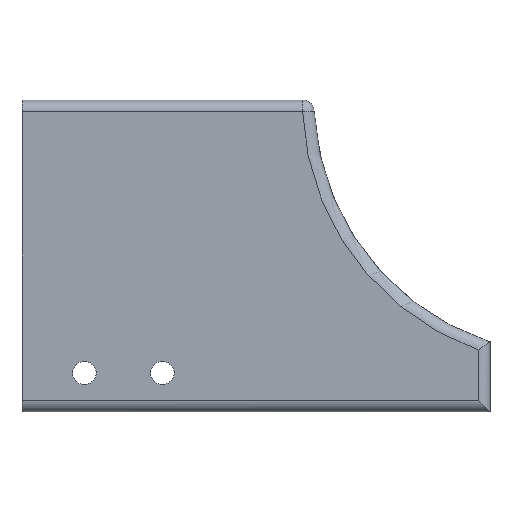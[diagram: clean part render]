
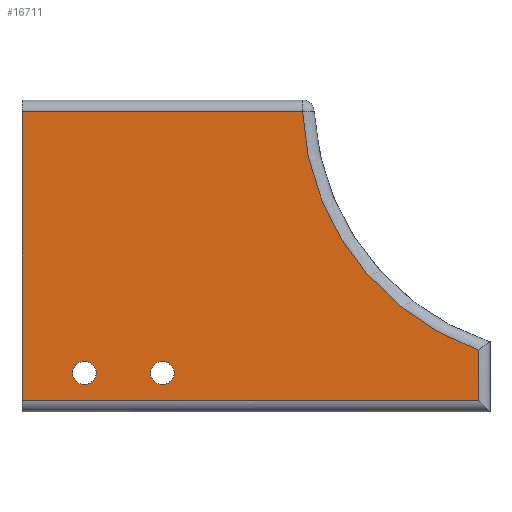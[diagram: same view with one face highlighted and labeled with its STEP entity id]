
A CAD part, front view. The second image highlights one B-rep face of the part: STEP entity #16711.
In plain terms, the highlighted planar face has unit normal (0, -1, 0).
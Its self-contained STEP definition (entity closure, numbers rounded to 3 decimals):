
#4174 = TOROIDAL_SURFACE('',#4175,34.073,1.5);
#4175 = AXIS2_PLACEMENT_3D('',#4176,#4177,#4178);
#4176 = CARTESIAN_POINT('',(70.,-15.5,31.));
#4177 = DIRECTION('',(0.,1.,0.));
#4178 = DIRECTION('',(-1.,0.,
    0.));
#6855 = PLANE('',#6856);
#6856 = AXIS2_PLACEMENT_3D('',#6857,#6858,#6859);
#6857 = CARTESIAN_POINT('',(0.,0.,31.)
  );
#6858 = DIRECTION('',(1.,0.,0.));
#6859 = DIRECTION('',(0.,0.,1.));
#9843 = CYLINDRICAL_SURFACE('',#9844,1.5);
#9844 = AXIS2_PLACEMENT_3D('',#9845,#9846,#9847);
#9845 = CARTESIAN_POINT('',(58.5,-15.5,-9.));
#9846 = DIRECTION('',(0.,0.,1.));
#9847 = DIRECTION('',(0.,-1.,0.));
#9913 = VERTEX_POINT('',#9914);
#9914 = CARTESIAN_POINT('',(35.96,-17.,29.5));
#9936 = VERTEX_POINT('',#9937);
#9937 = CARTESIAN_POINT('',(58.5,-17.,-1.074));
#10480 = EDGE_CURVE('',#9913,#9936,#10481,.T.);
#10481 = SURFACE_CURVE('',#10482,(#10487,#10494),.PCURVE_S1.);
#10482 = CIRCLE('',#10483,34.073);
#10483 = AXIS2_PLACEMENT_3D('',#10484,#10485,#10486);
#10484 = CARTESIAN_POINT('',(70.,-17.,31.));
#10485 = DIRECTION('',(0.,-1.,0.));
#10486 = DIRECTION('',(-1.,0.,
    0.));
#10487 = PCURVE('',#4174,#10488);
#10488 = DEFINITIONAL_REPRESENTATION('',(#10489),#10493);
#10489 = LINE('',#10490,#10491);
#10490 = CARTESIAN_POINT('',(-0.,4.712));
#10491 = VECTOR('',#10492,1.);
#10492 = DIRECTION('',(-1.,0.));
#10493 = ( GEOMETRIC_REPRESENTATION_CONTEXT(2) 
PARAMETRIC_REPRESENTATION_CONTEXT() REPRESENTATION_CONTEXT('2D SPACE',''
  ) );
#10494 = PCURVE('',#10495,#10500);
#10495 = PLANE('',#10496);
#10496 = AXIS2_PLACEMENT_3D('',#10497,#10498,#10499);
#10497 = CARTESIAN_POINT('',(0.,-17.,-9.));
#10498 = DIRECTION('',(0.,-1.,0.));
#10499 = DIRECTION('',(0.,0.,1.));
#10500 = DEFINITIONAL_REPRESENTATION('',(#10501),#10505);
#10501 = CIRCLE('',#10502,34.073);
#10502 = AXIS2_PLACEMENT_2D('',#10503,#10504);
#10503 = CARTESIAN_POINT('',(40.,-70.));
#10504 = DIRECTION('',(0.,1.));
#10505 = ( GEOMETRIC_REPRESENTATION_CONTEXT(2) 
PARAMETRIC_REPRESENTATION_CONTEXT() REPRESENTATION_CONTEXT('2D SPACE',''
  ) );
#14579 = VERTEX_POINT('',#14580);
#14580 = CARTESIAN_POINT('',(0.,-17.,29.5));
#14595 = CYLINDRICAL_SURFACE('',#14596,1.5);
#14596 = AXIS2_PLACEMENT_3D('',#14597,#14598,#14599);
#14597 = CARTESIAN_POINT('',(0.,-15.5,29.5));
#14598 = DIRECTION('',(1.,0.,0.));
#14599 = DIRECTION('',(0.,0.,1.));
#14607 = EDGE_CURVE('',#14608,#14579,#14610,.T.);
#14608 = VERTEX_POINT('',#14609);
#14609 = CARTESIAN_POINT('',(0.,-17.,-7.5));
#14610 = SURFACE_CURVE('',#14611,(#14615,#14622),.PCURVE_S1.);
#14611 = LINE('',#14612,#14613);
#14612 = CARTESIAN_POINT('',(0.,-17.,-9.));
#14613 = VECTOR('',#14614,1.);
#14614 = DIRECTION('',(0.,0.,1.));
#14615 = PCURVE('',#6855,#14616);
#14616 = DEFINITIONAL_REPRESENTATION('',(#14617),#14621);
#14617 = LINE('',#14618,#14619);
#14618 = CARTESIAN_POINT('',(-40.,17.));
#14619 = VECTOR('',#14620,1.);
#14620 = DIRECTION('',(1.,0.));
#14621 = ( GEOMETRIC_REPRESENTATION_CONTEXT(2) 
PARAMETRIC_REPRESENTATION_CONTEXT() REPRESENTATION_CONTEXT('2D SPACE',''
  ) );
#14622 = PCURVE('',#10495,#14623);
#14623 = DEFINITIONAL_REPRESENTATION('',(#14624),#14628);
#14624 = LINE('',#14625,#14626);
#14625 = CARTESIAN_POINT('',(0.,0.));
#14626 = VECTOR('',#14627,1.);
#14627 = DIRECTION('',(1.,0.));
#14628 = ( GEOMETRIC_REPRESENTATION_CONTEXT(2) 
PARAMETRIC_REPRESENTATION_CONTEXT() REPRESENTATION_CONTEXT('2D SPACE',''
  ) );
#14649 = CYLINDRICAL_SURFACE('',#14650,1.5);
#14650 = AXIS2_PLACEMENT_3D('',#14651,#14652,#14653);
#14651 = CARTESIAN_POINT('',(0.,-15.5,-7.5));
#14652 = DIRECTION('',(1.,0.,0.));
#14653 = DIRECTION('',(0.,0.,-1.));
#16486 = VERTEX_POINT('',#16487);
#16487 = CARTESIAN_POINT('',(58.5,-17.,-7.5));
#16523 = EDGE_CURVE('',#16486,#9936,#16524,.T.);
#16524 = SURFACE_CURVE('',#16525,(#16529,#16536),.PCURVE_S1.);
#16525 = LINE('',#16526,#16527);
#16526 = CARTESIAN_POINT('',(58.5,-17.,-9.));
#16527 = VECTOR('',#16528,1.);
#16528 = DIRECTION('',(0.,0.,1.));
#16529 = PCURVE('',#9843,#16530);
#16530 = DEFINITIONAL_REPRESENTATION('',(#16531),#16535);
#16531 = LINE('',#16532,#16533);
#16532 = CARTESIAN_POINT('',(0.,0.));
#16533 = VECTOR('',#16534,1.);
#16534 = DIRECTION('',(0.,1.));
#16535 = ( GEOMETRIC_REPRESENTATION_CONTEXT(2) 
PARAMETRIC_REPRESENTATION_CONTEXT() REPRESENTATION_CONTEXT('2D SPACE',''
  ) );
#16536 = PCURVE('',#10495,#16537);
#16537 = DEFINITIONAL_REPRESENTATION('',(#16538),#16542);
#16538 = LINE('',#16539,#16540);
#16539 = CARTESIAN_POINT('',(0.,-58.5));
#16540 = VECTOR('',#16541,1.);
#16541 = DIRECTION('',(1.,0.));
#16542 = ( GEOMETRIC_REPRESENTATION_CONTEXT(2) 
PARAMETRIC_REPRESENTATION_CONTEXT() REPRESENTATION_CONTEXT('2D SPACE',''
  ) );
#16638 = CYLINDRICAL_SURFACE('',#16639,1.5);
#16639 = AXIS2_PLACEMENT_3D('',#16640,#16641,#16642);
#16640 = CARTESIAN_POINT('',(18.,-17.,-4.));
#16641 = DIRECTION('',(0.,-1.,0.));
#16642 = DIRECTION('',(0.,0.,-1.));
#16673 = CYLINDRICAL_SURFACE('',#16674,1.5);
#16674 = AXIS2_PLACEMENT_3D('',#16675,#16676,#16677);
#16675 = CARTESIAN_POINT('',(8.,-17.,-4.));
#16676 = DIRECTION('',(0.,-1.,0.));
#16677 = DIRECTION('',(0.,0.,-1.));
#16711 = ADVANCED_FACE('',(#16712,#16759,#16785),#10495,.T.);
#16712 = FACE_BOUND('',#16713,.T.);
#16713 = EDGE_LOOP('',(#16714,#16715,#16736,#16737,#16738));
#16714 = ORIENTED_EDGE('',*,*,#14607,.F.);
#16715 = ORIENTED_EDGE('',*,*,#16716,.T.);
#16716 = EDGE_CURVE('',#14608,#16486,#16717,.T.);
#16717 = SURFACE_CURVE('',#16718,(#16722,#16729),.PCURVE_S1.);
#16718 = LINE('',#16719,#16720);
#16719 = CARTESIAN_POINT('',(0.,-17.,-7.5));
#16720 = VECTOR('',#16721,1.);
#16721 = DIRECTION('',(1.,0.,0.));
#16722 = PCURVE('',#10495,#16723);
#16723 = DEFINITIONAL_REPRESENTATION('',(#16724),#16728);
#16724 = LINE('',#16725,#16726);
#16725 = CARTESIAN_POINT('',(1.5,0.));
#16726 = VECTOR('',#16727,1.);
#16727 = DIRECTION('',(0.,-1.));
#16728 = ( GEOMETRIC_REPRESENTATION_CONTEXT(2) 
PARAMETRIC_REPRESENTATION_CONTEXT() REPRESENTATION_CONTEXT('2D SPACE',''
  ) );
#16729 = PCURVE('',#14649,#16730);
#16730 = DEFINITIONAL_REPRESENTATION('',(#16731),#16735);
#16731 = LINE('',#16732,#16733);
#16732 = CARTESIAN_POINT('',(-1.571,0.));
#16733 = VECTOR('',#16734,1.);
#16734 = DIRECTION('',(-0.,1.));
#16735 = ( GEOMETRIC_REPRESENTATION_CONTEXT(2) 
PARAMETRIC_REPRESENTATION_CONTEXT() REPRESENTATION_CONTEXT('2D SPACE',''
  ) );
#16736 = ORIENTED_EDGE('',*,*,#16523,.T.);
#16737 = ORIENTED_EDGE('',*,*,#10480,.F.);
#16738 = ORIENTED_EDGE('',*,*,#16739,.F.);
#16739 = EDGE_CURVE('',#14579,#9913,#16740,.T.);
#16740 = SURFACE_CURVE('',#16741,(#16745,#16752),.PCURVE_S1.);
#16741 = LINE('',#16742,#16743);
#16742 = CARTESIAN_POINT('',(0.,-17.,29.5));
#16743 = VECTOR('',#16744,1.);
#16744 = DIRECTION('',(1.,0.,0.));
#16745 = PCURVE('',#10495,#16746);
#16746 = DEFINITIONAL_REPRESENTATION('',(#16747),#16751);
#16747 = LINE('',#16748,#16749);
#16748 = CARTESIAN_POINT('',(38.5,0.));
#16749 = VECTOR('',#16750,1.);
#16750 = DIRECTION('',(0.,-1.));
#16751 = ( GEOMETRIC_REPRESENTATION_CONTEXT(2) 
PARAMETRIC_REPRESENTATION_CONTEXT() REPRESENTATION_CONTEXT('2D SPACE',''
  ) );
#16752 = PCURVE('',#14595,#16753);
#16753 = DEFINITIONAL_REPRESENTATION('',(#16754),#16758);
#16754 = LINE('',#16755,#16756);
#16755 = CARTESIAN_POINT('',(1.571,0.));
#16756 = VECTOR('',#16757,1.);
#16757 = DIRECTION('',(0.,1.));
#16758 = ( GEOMETRIC_REPRESENTATION_CONTEXT(2) 
PARAMETRIC_REPRESENTATION_CONTEXT() REPRESENTATION_CONTEXT('2D SPACE',''
  ) );
#16759 = FACE_BOUND('',#16760,.T.);
#16760 = EDGE_LOOP('',(#16761));
#16761 = ORIENTED_EDGE('',*,*,#16762,.F.);
#16762 = EDGE_CURVE('',#16763,#16763,#16765,.T.);
#16763 = VERTEX_POINT('',#16764);
#16764 = CARTESIAN_POINT('',(18.,-17.,-5.5));
#16765 = SURFACE_CURVE('',#16766,(#16771,#16778),.PCURVE_S1.);
#16766 = CIRCLE('',#16767,1.5);
#16767 = AXIS2_PLACEMENT_3D('',#16768,#16769,#16770);
#16768 = CARTESIAN_POINT('',(18.,-17.,-4.));
#16769 = DIRECTION('',(0.,-1.,0.));
#16770 = DIRECTION('',(0.,0.,-1.));
#16771 = PCURVE('',#10495,#16772);
#16772 = DEFINITIONAL_REPRESENTATION('',(#16773),#16777);
#16773 = CIRCLE('',#16774,1.5);
#16774 = AXIS2_PLACEMENT_2D('',#16775,#16776);
#16775 = CARTESIAN_POINT('',(5.,-18.));
#16776 = DIRECTION('',(-1.,0.));
#16777 = ( GEOMETRIC_REPRESENTATION_CONTEXT(2) 
PARAMETRIC_REPRESENTATION_CONTEXT() REPRESENTATION_CONTEXT('2D SPACE',''
  ) );
#16778 = PCURVE('',#16638,#16779);
#16779 = DEFINITIONAL_REPRESENTATION('',(#16780),#16784);
#16780 = LINE('',#16781,#16782);
#16781 = CARTESIAN_POINT('',(0.,0.));
#16782 = VECTOR('',#16783,1.);
#16783 = DIRECTION('',(1.,0.));
#16784 = ( GEOMETRIC_REPRESENTATION_CONTEXT(2) 
PARAMETRIC_REPRESENTATION_CONTEXT() REPRESENTATION_CONTEXT('2D SPACE',''
  ) );
#16785 = FACE_BOUND('',#16786,.T.);
#16786 = EDGE_LOOP('',(#16787));
#16787 = ORIENTED_EDGE('',*,*,#16788,.F.);
#16788 = EDGE_CURVE('',#16789,#16789,#16791,.T.);
#16789 = VERTEX_POINT('',#16790);
#16790 = CARTESIAN_POINT('',(8.,-17.,-5.5));
#16791 = SURFACE_CURVE('',#16792,(#16797,#16804),.PCURVE_S1.);
#16792 = CIRCLE('',#16793,1.5);
#16793 = AXIS2_PLACEMENT_3D('',#16794,#16795,#16796);
#16794 = CARTESIAN_POINT('',(8.,-17.,-4.));
#16795 = DIRECTION('',(0.,-1.,0.));
#16796 = DIRECTION('',(0.,0.,-1.));
#16797 = PCURVE('',#10495,#16798);
#16798 = DEFINITIONAL_REPRESENTATION('',(#16799),#16803);
#16799 = CIRCLE('',#16800,1.5);
#16800 = AXIS2_PLACEMENT_2D('',#16801,#16802);
#16801 = CARTESIAN_POINT('',(5.,-8.));
#16802 = DIRECTION('',(-1.,0.));
#16803 = ( GEOMETRIC_REPRESENTATION_CONTEXT(2) 
PARAMETRIC_REPRESENTATION_CONTEXT() REPRESENTATION_CONTEXT('2D SPACE',''
  ) );
#16804 = PCURVE('',#16673,#16805);
#16805 = DEFINITIONAL_REPRESENTATION('',(#16806),#16810);
#16806 = LINE('',#16807,#16808);
#16807 = CARTESIAN_POINT('',(0.,0.));
#16808 = VECTOR('',#16809,1.);
#16809 = DIRECTION('',(1.,0.));
#16810 = ( GEOMETRIC_REPRESENTATION_CONTEXT(2) 
PARAMETRIC_REPRESENTATION_CONTEXT() REPRESENTATION_CONTEXT('2D SPACE',''
  ) );
